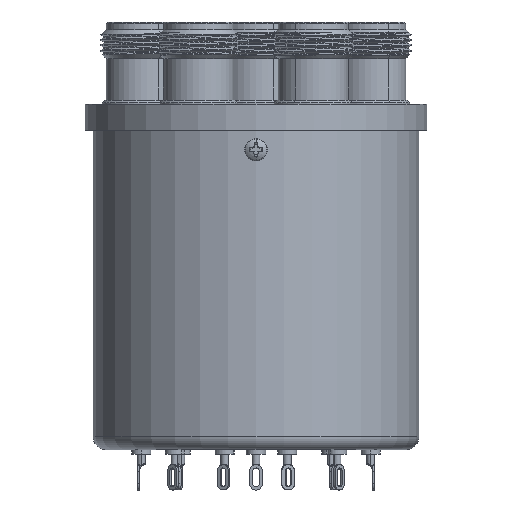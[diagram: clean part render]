
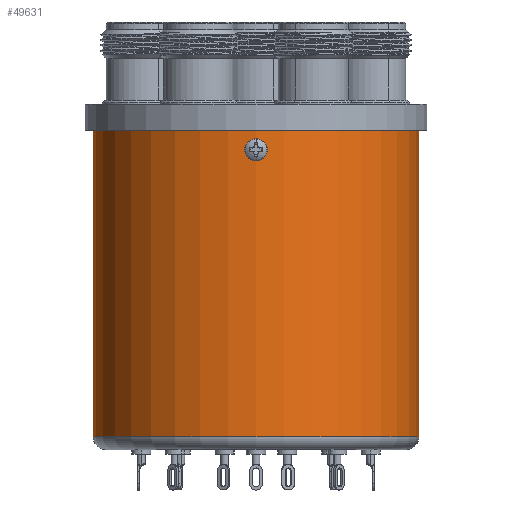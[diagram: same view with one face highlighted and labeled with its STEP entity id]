
A CAD part, front view. The second image highlights one B-rep face of the part: STEP entity #49631.
In plain terms, the highlighted cylindrical face has radius 31.75 mm (diameter 63.5 mm), a partial arc.
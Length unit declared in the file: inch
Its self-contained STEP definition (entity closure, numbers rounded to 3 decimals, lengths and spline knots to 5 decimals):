
#698 = DIRECTION ( 'NONE',  ( 0., 0., 1. ) ) ;
#2955 = AXIS2_PLACEMENT_3D ( 'NONE', #7574, #7036, #36898 ) ;
#5052 = ORIENTED_EDGE ( 'NONE', *, *, #38136, .T. ) ;
#6214 = EDGE_CURVE ( 'NONE', #52495, #23827, #37554, .T. ) ;
#7036 = DIRECTION ( 'NONE',  ( 0., 0., 1. ) ) ;
#7574 = CARTESIAN_POINT ( 'NONE',  ( 0., 0., -2.65 ) ) ;
#7693 = AXIS2_PLACEMENT_3D ( 'NONE', #23877, #36561, #19190 ) ;
#9970 = DIRECTION ( 'NONE',  ( 0., 0., 1. ) ) ;
#11919 = EDGE_CURVE ( 'NONE', #26616, #13222, #41508, .T. ) ;
#12426 = VECTOR ( 'NONE', #698, 39.37008 ) ;
#12759 = DIRECTION ( 'NONE',  ( 1., 0., 0. ) ) ;
#13222 = VERTEX_POINT ( 'NONE', #38315 ) ;
#14753 = LINE ( 'NONE', #43768, #54900 ) ;
#19190 = DIRECTION ( 'NONE',  ( 1., 0., 0. ) ) ;
#20579 = FACE_OUTER_BOUND ( 'NONE', #46920, .T. ) ;
#21176 = DIRECTION ( 'NONE',  ( 0., 0., 1. ) ) ;
#22352 = ORIENTED_EDGE ( 'NONE', *, *, #6214, .T. ) ;
#23755 = ORIENTED_EDGE ( 'NONE', *, *, #43288, .F. ) ;
#23827 = VERTEX_POINT ( 'NONE', #47119 ) ;
#23877 = CARTESIAN_POINT ( 'NONE',  ( 0., 0., -0.2 ) ) ;
#26609 = CARTESIAN_POINT ( 'NONE',  ( -1.25, 0., -2.55 ) ) ;
#26616 = VERTEX_POINT ( 'NONE', #26609 ) ;
#27296 = AXIS2_PLACEMENT_3D ( 'NONE', #29768, #21176, #12759 ) ;
#29768 = CARTESIAN_POINT ( 'NONE',  ( 0., 0., -2.55 ) ) ;
#29918 = CYLINDRICAL_SURFACE ( 'NONE', #2955, 1.25 ) ;
#36561 = DIRECTION ( 'NONE',  ( 0., 0., -1. ) ) ;
#36898 = DIRECTION ( 'NONE',  ( 1., 0., 0. ) ) ;
#37147 = LINE ( 'NONE', #39178, #12426 ) ;
#37554 = CIRCLE ( 'NONE', #7693, 1.25 ) ;
#38136 = EDGE_CURVE ( 'NONE', #13222, #52495, #37147, .T. ) ;
#38315 = CARTESIAN_POINT ( 'NONE',  ( 1.25, 0., -2.55 ) ) ;
#39178 = CARTESIAN_POINT ( 'NONE',  ( 1.25, 0., -2.65 ) ) ;
#41130 = ORIENTED_EDGE ( 'NONE', *, *, #11919, .T. ) ;
#41508 = CIRCLE ( 'NONE', #27296, 1.25 ) ;
#42907 = CARTESIAN_POINT ( 'NONE',  ( 1.25, 0., -0.2 ) ) ;
#43288 = EDGE_CURVE ( 'NONE', #26616, #23827, #14753, .T. ) ;
#43768 = CARTESIAN_POINT ( 'NONE',  ( -1.25, 0., -2.65 ) ) ;
#46920 = EDGE_LOOP ( 'NONE', ( #23755, #41130, #5052, #22352 ) ) ;
#47119 = CARTESIAN_POINT ( 'NONE',  ( -1.25, 0., -0.2 ) ) ;
#49631 = ADVANCED_FACE ( 'NONE', ( #20579 ), #29918, .T. ) ;
#52495 = VERTEX_POINT ( 'NONE', #42907 ) ;
#54900 = VECTOR ( 'NONE', #9970, 39.37008 ) ;
